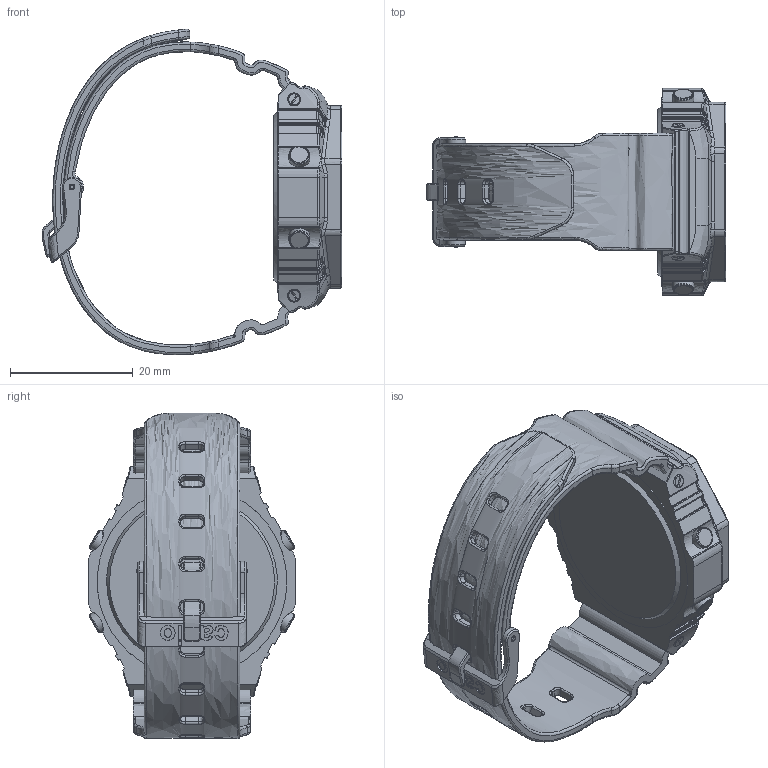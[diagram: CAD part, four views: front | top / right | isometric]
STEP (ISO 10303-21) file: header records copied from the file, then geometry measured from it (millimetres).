
FILE_DESCRIPTION(('FreeCAD Model'),'2;1');
FILE_NAME('Open CASCADE Shape Model','2025-04-26T09:21:57',('FreeCAD'),( 'FreeCAD'),'Open CASCADE STEP processor 7.6','FreeCAD','Unknown');
FILE_SCHEMA(('AUTOMOTIVE_DESIGN { 1 0 10303 214 1 1 1 1 }'));
Products named in the file (1): Open CASCADE STEP translator 7.6 1
Bounding box: 48.92 x 33.81 x 53.14 mm (x, y, z)
Volume: 13283.6 mm3; surface area: 11897.1 mm2
Topology: 19 solids, 19 shells, 2372 faces, 6246 edges, 3969 vertices
Faces by surface type: bspline 2372
Entity records: 88447 total; most frequent: CARTESIAN_POINT 51824, ORIENTED_EDGE 12488, EDGE_CURVE 6244, B_SPLINE_CURVE_WITH_KNOTS 4766, VERTEX_POINT 3969, FACE_BOUND 2462, EDGE_LOOP 2462, ADVANCED_FACE 2372
